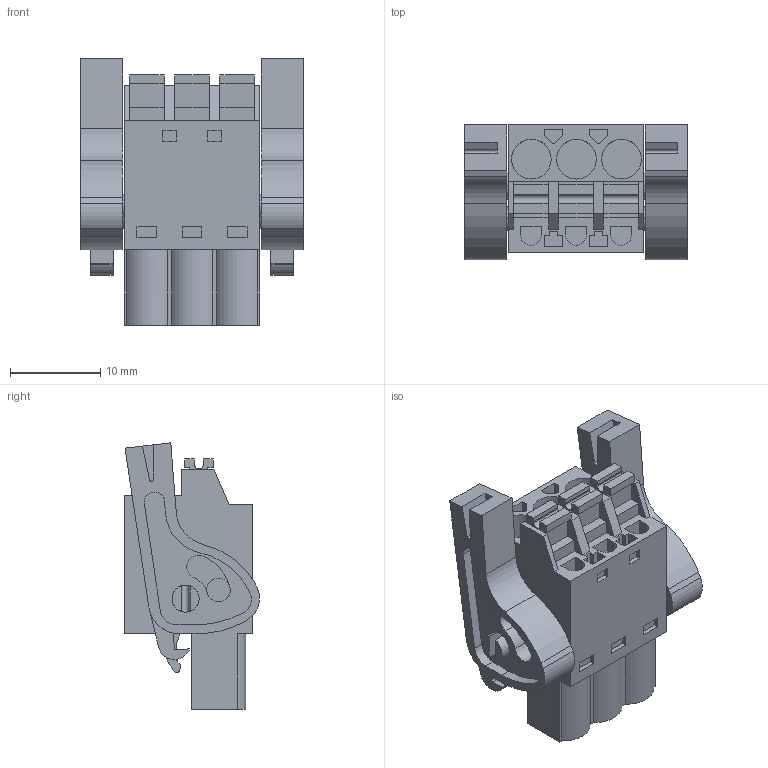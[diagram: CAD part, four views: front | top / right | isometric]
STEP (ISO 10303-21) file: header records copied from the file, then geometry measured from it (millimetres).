
FILE_DESCRIPTION(('CATIA V5 STEP Exchange','CAx-IF Rec.Pracs.--- Model Styling and Organization---1.2---2011-12-15'),'2;1');
FILE_NAME ('D1446674_0_1016350000_1016350000.stp','2017-04-27T13:22:03+00:00',('none'),('Weidmueller'),'CATIA Version 5-6 Release 2014','CATIA V5 STEP AP214','none');
FILE_SCHEMA(('AUTOMOTIVE_DESIGN { 1 0 10303 214 1 1 1 1 }'));
Length unit declared in the file: millimetre
Products named in the file (1): 1016350000
Bounding box: 24.7 x 14.96 x 29.52 mm (x, y, z)
Volume: 4893.6 mm3; surface area: 4130.9 mm2
Topology: 6 solids, 6 shells, 387 faces, 1066 edges, 724 vertices
Faces by surface type: plane 292, cylinder 91, extrusion 4
Entity records: 12004 total; most frequent: CARTESIAN_POINT 2389, ORIENTED_EDGE 2132, DIRECTION 1659, EDGE_CURVE 1066, VECTOR 859, LINE 855, VERTEX_POINT 724, AXIS2_PLACEMENT_3D 486
